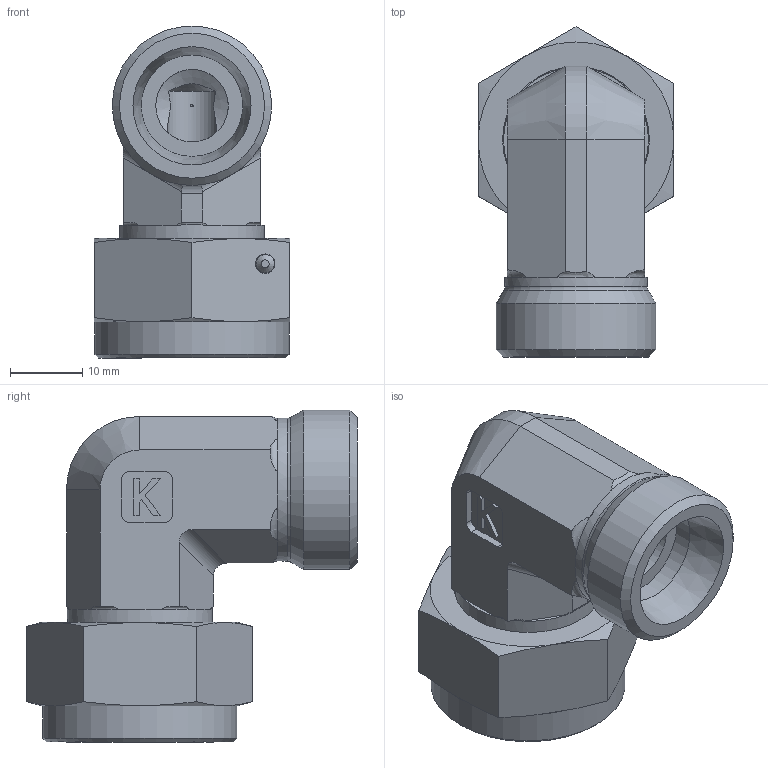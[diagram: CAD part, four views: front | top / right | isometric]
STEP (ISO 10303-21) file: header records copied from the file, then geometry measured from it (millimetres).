
FILE_DESCRIPTION((''),'2;1');
FILE_NAME('3566142214.stp','2014-09-11T09:12:13',(''),('KNOMI spol. s r. o.'),'Autodesk Inventor 2012','Autodesk Inventor 2012','');
FILE_SCHEMA(('AUTOMOTIVE_DESIGN { 1 2 10303 214 0 1 1 1 }'));
Length unit declared in the file: millimetre
Products named in the file (5): LSSO3 14S M22/M22 v.z "O" kr; 3576 14 22; 395 1522; 9902522; 60710020
Assembly tree (4 placements, depth 2):
  LSSO3 14S M22/M22 v.z "O" kr
    3576 14 22
    395 1522
    9902522
    60710020
Bounding box: 27 x 45.59 x 45.8 mm (x, y, z)
Volume: 18854.1 mm3; surface area: 10263.2 mm2
Topology: 4 solids, 4 shells, 140 faces, 331 edges, 205 vertices
Faces by surface type: plane 70, cone 28, cylinder 20, torus 19, bspline 3
Full cylindrical faces by diameter (mm): 2.5 x1, 2.7 x1, 7 x1, 10 x1, 14 x1, 19.7 x1, 20 x2, 20.25 x1, 20.376 x1, 22 x1, 26.8 x1
Entity records: 4445 total; most frequent: CARTESIAN_POINT 1206, DIRECTION 620, ORIENTED_EDGE 570, EDGE_CURVE 285, AXIS2_PLACEMENT_3D 250, VERTEX_POINT 191, EDGE_LOOP 186, STYLED_ITEM 144
